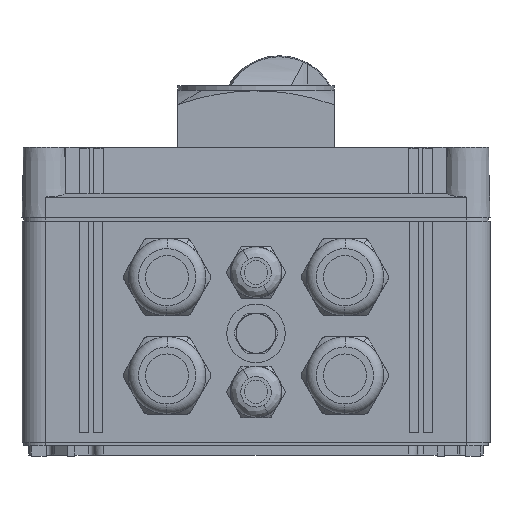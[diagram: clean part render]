
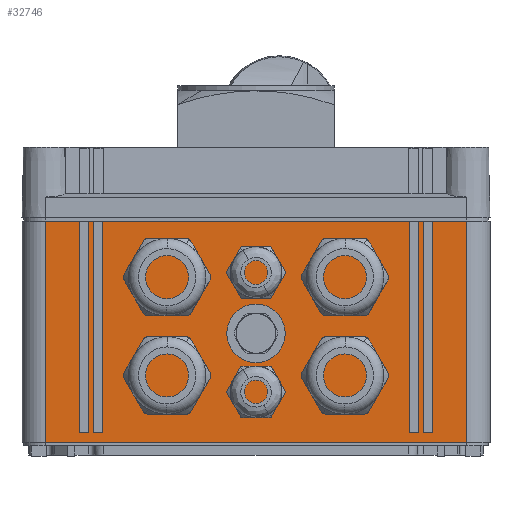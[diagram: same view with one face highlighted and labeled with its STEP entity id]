
A CAD part, front view. The second image highlights one B-rep face of the part: STEP entity #32746.
In plain terms, the highlighted planar face has unit normal (0, -1, 0).
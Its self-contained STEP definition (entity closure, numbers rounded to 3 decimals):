
#32696=AXIS2_PLACEMENT_3D('Plane Axis2P3D',#32693,#32694,#32695) ;
#32706=AXIS2_PLACEMENT_3D('Circle Axis2P3D',#32704,#32705,$) ;
#32715=AXIS2_PLACEMENT_3D('Circle Axis2P3D',#32713,#32714,$) ;
#23807=CARTESIAN_POINT('Line Origine',(10.,37.,106.)) ;
#23811=CARTESIAN_POINT('Vertex',(10.,37.,100.5)) ;
#23813=CARTESIAN_POINT('Vertex',(10.,37.,6.)) ;
#23867=CARTESIAN_POINT('Vertex',(190.,37.,6.)) ;
#23870=CARTESIAN_POINT('Line Origine',(100.,37.,6.)) ;
#23987=CARTESIAN_POINT('Vertex',(190.,37.,100.5)) ;
#23990=CARTESIAN_POINT('Line Origine',(190.,37.,106.)) ;
#24021=CARTESIAN_POINT('Line Origine',(100.,37.,100.5)) ;
#24133=CARTESIAN_POINT('Vertex',(30.5,37.,100.356)) ;
#24147=CARTESIAN_POINT('Vertex',(34.5,37.,100.356)) ;
#24150=CARTESIAN_POINT('Line Origine',(32.5,37.,100.356)) ;
#24178=CARTESIAN_POINT('Vertex',(34.5,37.,10.)) ;
#24181=CARTESIAN_POINT('Line Origine',(34.5,37.,55.178)) ;
#24209=CARTESIAN_POINT('Vertex',(30.5,37.,10.)) ;
#24212=CARTESIAN_POINT('Line Origine',(32.5,37.,10.)) ;
#24234=CARTESIAN_POINT('Line Origine',(30.5,37.,55.178)) ;
#24252=CARTESIAN_POINT('Vertex',(24.5,37.,100.356)) ;
#24266=CARTESIAN_POINT('Vertex',(28.5,37.,100.356)) ;
#24269=CARTESIAN_POINT('Line Origine',(26.5,37.,100.356)) ;
#24297=CARTESIAN_POINT('Vertex',(28.5,37.,10.)) ;
#24300=CARTESIAN_POINT('Line Origine',(28.5,37.,55.178)) ;
#24323=CARTESIAN_POINT('Vertex',(24.5,37.,10.)) ;
#24326=CARTESIAN_POINT('Line Origine',(26.5,37.,10.)) ;
#24348=CARTESIAN_POINT('Line Origine',(24.5,37.,55.178)) ;
#24366=CARTESIAN_POINT('Vertex',(171.5,37.,100.356)) ;
#24380=CARTESIAN_POINT('Vertex',(175.5,37.,100.356)) ;
#24383=CARTESIAN_POINT('Line Origine',(173.5,37.,100.356)) ;
#24411=CARTESIAN_POINT('Vertex',(175.5,37.,10.)) ;
#24414=CARTESIAN_POINT('Line Origine',(175.5,37.,55.178)) ;
#24437=CARTESIAN_POINT('Vertex',(171.5,37.,10.)) ;
#24440=CARTESIAN_POINT('Line Origine',(173.5,37.,10.)) ;
#24462=CARTESIAN_POINT('Line Origine',(171.5,37.,55.178)) ;
#24480=CARTESIAN_POINT('Vertex',(165.5,37.,100.356)) ;
#24494=CARTESIAN_POINT('Vertex',(169.5,37.,100.356)) ;
#24497=CARTESIAN_POINT('Line Origine',(167.5,37.,100.356)) ;
#24525=CARTESIAN_POINT('Vertex',(169.5,37.,10.)) ;
#24528=CARTESIAN_POINT('Line Origine',(169.5,37.,55.178)) ;
#24551=CARTESIAN_POINT('Vertex',(165.5,37.,10.)) ;
#24554=CARTESIAN_POINT('Line Origine',(167.5,37.,10.)) ;
#24576=CARTESIAN_POINT('Line Origine',(165.5,37.,55.178)) ;
#32693=CARTESIAN_POINT('Axis2P3D Location',(190.,37.,106.)) ;
#32704=CARTESIAN_POINT('Axis2P3D Location',(100.,37.,52.5)) ;
#32708=CARTESIAN_POINT('Vertex',(112.5,37.,52.5)) ;
#32710=CARTESIAN_POINT('Vertex',(87.5,37.,52.5)) ;
#32713=CARTESIAN_POINT('Axis2P3D Location',(100.,37.,52.5)) ;
#23808=DIRECTION('Vector Direction',(0.,0.,-1.)) ;
#23871=DIRECTION('Vector Direction',(-1.,0.,0.)) ;
#23991=DIRECTION('Vector Direction',(0.,0.,-1.)) ;
#24022=DIRECTION('Vector Direction',(-1.,0.,0.)) ;
#24151=DIRECTION('Vector Direction',(-1.,0.,0.)) ;
#24182=DIRECTION('Vector Direction',(0.,0.,1.)) ;
#24213=DIRECTION('Vector Direction',(-1.,0.,0.)) ;
#24235=DIRECTION('Vector Direction',(0.,0.,-1.)) ;
#24270=DIRECTION('Vector Direction',(-1.,0.,0.)) ;
#24301=DIRECTION('Vector Direction',(0.,0.,1.)) ;
#24327=DIRECTION('Vector Direction',(-1.,0.,0.)) ;
#24349=DIRECTION('Vector Direction',(0.,0.,-1.)) ;
#24384=DIRECTION('Vector Direction',(-1.,0.,0.)) ;
#24415=DIRECTION('Vector Direction',(0.,0.,1.)) ;
#24441=DIRECTION('Vector Direction',(-1.,0.,0.)) ;
#24463=DIRECTION('Vector Direction',(0.,0.,-1.)) ;
#24498=DIRECTION('Vector Direction',(-1.,0.,0.)) ;
#24529=DIRECTION('Vector Direction',(0.,0.,1.)) ;
#24555=DIRECTION('Vector Direction',(-1.,0.,0.)) ;
#24577=DIRECTION('Vector Direction',(0.,0.,-1.)) ;
#32694=DIRECTION('Axis2P3D Direction',(0.,-1.,0.)) ;
#32695=DIRECTION('Axis2P3D XDirection',(-1.,0.,0.)) ;
#32705=DIRECTION('Axis2P3D Direction',(0.,-1.,0.)) ;
#32714=DIRECTION('Axis2P3D Direction',(0.,-1.,0.)) ;
#23809=VECTOR('Line Direction',#23808,1.) ;
#23872=VECTOR('Line Direction',#23871,1.) ;
#23992=VECTOR('Line Direction',#23991,1.) ;
#24023=VECTOR('Line Direction',#24022,1.) ;
#24152=VECTOR('Line Direction',#24151,1.) ;
#24183=VECTOR('Line Direction',#24182,1.) ;
#24214=VECTOR('Line Direction',#24213,1.) ;
#24236=VECTOR('Line Direction',#24235,1.) ;
#24271=VECTOR('Line Direction',#24270,1.) ;
#24302=VECTOR('Line Direction',#24301,1.) ;
#24328=VECTOR('Line Direction',#24327,1.) ;
#24350=VECTOR('Line Direction',#24349,1.) ;
#24385=VECTOR('Line Direction',#24384,1.) ;
#24416=VECTOR('Line Direction',#24415,1.) ;
#24442=VECTOR('Line Direction',#24441,1.) ;
#24464=VECTOR('Line Direction',#24463,1.) ;
#24499=VECTOR('Line Direction',#24498,1.) ;
#24530=VECTOR('Line Direction',#24529,1.) ;
#24556=VECTOR('Line Direction',#24555,1.) ;
#24578=VECTOR('Line Direction',#24577,1.) ;
#32699=ORIENTED_EDGE('',*,*,#23815,.T.) ;
#32700=ORIENTED_EDGE('',*,*,#23874,.F.) ;
#32701=ORIENTED_EDGE('',*,*,#23994,.F.) ;
#32702=ORIENTED_EDGE('',*,*,#24025,.F.) ;
#32719=ORIENTED_EDGE('',*,*,#32712,.F.) ;
#32720=ORIENTED_EDGE('',*,*,#32717,.F.) ;
#32723=ORIENTED_EDGE('',*,*,#24154,.F.) ;
#32724=ORIENTED_EDGE('',*,*,#24185,.F.) ;
#32725=ORIENTED_EDGE('',*,*,#24216,.T.) ;
#32726=ORIENTED_EDGE('',*,*,#24238,.F.) ;
#32729=ORIENTED_EDGE('',*,*,#24273,.F.) ;
#32730=ORIENTED_EDGE('',*,*,#24304,.F.) ;
#32731=ORIENTED_EDGE('',*,*,#24330,.T.) ;
#32732=ORIENTED_EDGE('',*,*,#24352,.F.) ;
#32735=ORIENTED_EDGE('',*,*,#24387,.F.) ;
#32736=ORIENTED_EDGE('',*,*,#24418,.F.) ;
#32737=ORIENTED_EDGE('',*,*,#24444,.T.) ;
#32738=ORIENTED_EDGE('',*,*,#24466,.F.) ;
#32741=ORIENTED_EDGE('',*,*,#24501,.F.) ;
#32742=ORIENTED_EDGE('',*,*,#24532,.F.) ;
#32743=ORIENTED_EDGE('',*,*,#24558,.T.) ;
#32744=ORIENTED_EDGE('',*,*,#24580,.F.) ;
#32721=FACE_BOUND('',#32718,.T.) ;
#32727=FACE_BOUND('',#32722,.T.) ;
#32733=FACE_BOUND('',#32728,.T.) ;
#32739=FACE_BOUND('',#32734,.T.) ;
#32745=FACE_BOUND('',#32740,.T.) ;
#32746=ADVANCED_FACE('GEHAEUSEUNTERTEIL',(#32703,#32721,#32727,#32733,#32739,#32745),#32697,.T.) ;
#32707=CIRCLE('generated circle',#32706,12.5) ;
#32716=CIRCLE('generated circle',#32715,12.5) ;
#23815=EDGE_CURVE('',#23812,#23814,#23810,.T.) ;
#23874=EDGE_CURVE('',#23868,#23814,#23873,.T.) ;
#23994=EDGE_CURVE('',#23988,#23868,#23993,.T.) ;
#24025=EDGE_CURVE('',#23812,#23988,#24024,.F.) ;
#24154=EDGE_CURVE('',#24148,#24134,#24153,.T.) ;
#24185=EDGE_CURVE('',#24179,#24148,#24184,.T.) ;
#24216=EDGE_CURVE('',#24179,#24210,#24215,.T.) ;
#24238=EDGE_CURVE('',#24134,#24210,#24237,.T.) ;
#24273=EDGE_CURVE('',#24267,#24253,#24272,.T.) ;
#24304=EDGE_CURVE('',#24298,#24267,#24303,.T.) ;
#24330=EDGE_CURVE('',#24298,#24324,#24329,.T.) ;
#24352=EDGE_CURVE('',#24253,#24324,#24351,.T.) ;
#24387=EDGE_CURVE('',#24381,#24367,#24386,.T.) ;
#24418=EDGE_CURVE('',#24412,#24381,#24417,.T.) ;
#24444=EDGE_CURVE('',#24412,#24438,#24443,.T.) ;
#24466=EDGE_CURVE('',#24367,#24438,#24465,.T.) ;
#24501=EDGE_CURVE('',#24495,#24481,#24500,.T.) ;
#24532=EDGE_CURVE('',#24526,#24495,#24531,.T.) ;
#24558=EDGE_CURVE('',#24526,#24552,#24557,.T.) ;
#24580=EDGE_CURVE('',#24481,#24552,#24579,.T.) ;
#32712=EDGE_CURVE('',#32709,#32711,#32707,.T.) ;
#32717=EDGE_CURVE('',#32711,#32709,#32716,.T.) ;
#32698=EDGE_LOOP('',(#32699,#32700,#32701,#32702)) ;
#32718=EDGE_LOOP('',(#32719,#32720)) ;
#32722=EDGE_LOOP('',(#32723,#32724,#32725,#32726)) ;
#32728=EDGE_LOOP('',(#32729,#32730,#32731,#32732)) ;
#32734=EDGE_LOOP('',(#32735,#32736,#32737,#32738)) ;
#32740=EDGE_LOOP('',(#32741,#32742,#32743,#32744)) ;
#32703=FACE_OUTER_BOUND('',#32698,.T.) ;
#23810=LINE('Line',#23807,#23809) ;
#23873=LINE('Line',#23870,#23872) ;
#23993=LINE('Line',#23990,#23992) ;
#24024=LINE('Line',#24021,#24023) ;
#24153=LINE('Line',#24150,#24152) ;
#24184=LINE('Line',#24181,#24183) ;
#24215=LINE('Line',#24212,#24214) ;
#24237=LINE('Line',#24234,#24236) ;
#24272=LINE('Line',#24269,#24271) ;
#24303=LINE('Line',#24300,#24302) ;
#24329=LINE('Line',#24326,#24328) ;
#24351=LINE('Line',#24348,#24350) ;
#24386=LINE('Line',#24383,#24385) ;
#24417=LINE('Line',#24414,#24416) ;
#24443=LINE('Line',#24440,#24442) ;
#24465=LINE('Line',#24462,#24464) ;
#24500=LINE('Line',#24497,#24499) ;
#24531=LINE('Line',#24528,#24530) ;
#24557=LINE('Line',#24554,#24556) ;
#24579=LINE('Line',#24576,#24578) ;
#32697=PLANE('',#32696) ;
#23812=VERTEX_POINT('',#23811) ;
#23814=VERTEX_POINT('',#23813) ;
#23868=VERTEX_POINT('',#23867) ;
#23988=VERTEX_POINT('',#23987) ;
#24134=VERTEX_POINT('',#24133) ;
#24148=VERTEX_POINT('',#24147) ;
#24179=VERTEX_POINT('',#24178) ;
#24210=VERTEX_POINT('',#24209) ;
#24253=VERTEX_POINT('',#24252) ;
#24267=VERTEX_POINT('',#24266) ;
#24298=VERTEX_POINT('',#24297) ;
#24324=VERTEX_POINT('',#24323) ;
#24367=VERTEX_POINT('',#24366) ;
#24381=VERTEX_POINT('',#24380) ;
#24412=VERTEX_POINT('',#24411) ;
#24438=VERTEX_POINT('',#24437) ;
#24481=VERTEX_POINT('',#24480) ;
#24495=VERTEX_POINT('',#24494) ;
#24526=VERTEX_POINT('',#24525) ;
#24552=VERTEX_POINT('',#24551) ;
#32709=VERTEX_POINT('',#32708) ;
#32711=VERTEX_POINT('',#32710) ;
